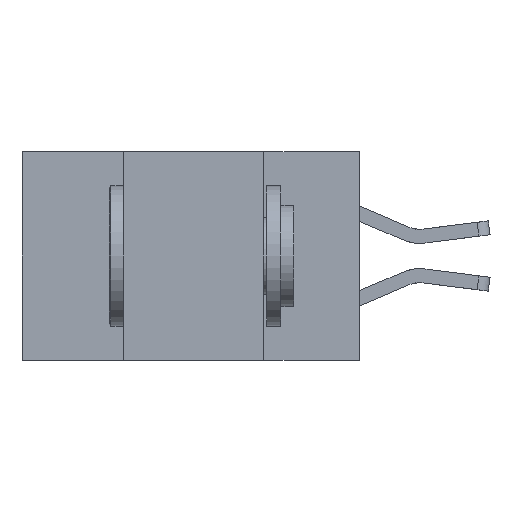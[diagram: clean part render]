
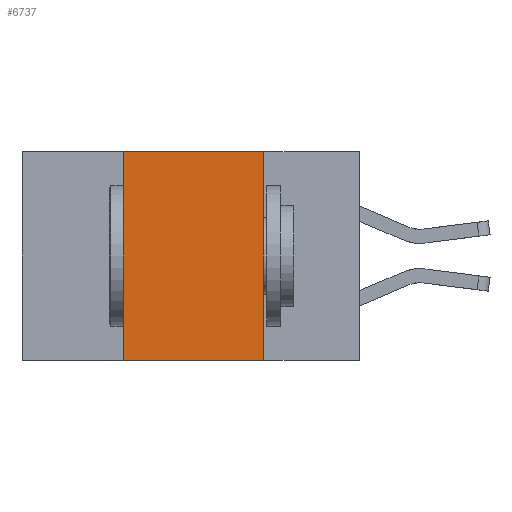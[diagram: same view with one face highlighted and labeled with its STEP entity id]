
A CAD part, left-side view. The second image highlights one B-rep face of the part: STEP entity #6737.
In plain terms, the highlighted planar face has unit normal (-1, 0, 0).
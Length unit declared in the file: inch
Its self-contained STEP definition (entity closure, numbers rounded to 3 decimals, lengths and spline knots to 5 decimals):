
#147 = VECTOR ( 'NONE', #11658, 39.37008 ) ;
#221 = EDGE_CURVE ( 'NONE', #6673, #4270, #10556, .T. ) ;
#236 = LINE ( 'NONE', #2378, #11197 ) ;
#299 = EDGE_CURVE ( 'NONE', #1223, #4270, #236, .T. ) ;
#630 = ORIENTED_EDGE ( 'NONE', *, *, #7789, .F. ) ;
#677 = VECTOR ( 'NONE', #7061, 39.37008 ) ;
#756 = CARTESIAN_POINT ( 'NONE',  ( 0., 0.42, 0. ) ) ;
#1018 = ORIENTED_EDGE ( 'NONE', *, *, #299, .F. ) ;
#1109 = CARTESIAN_POINT ( 'NONE',  ( 0., 0.6, -0.37 ) ) ;
#1223 = VERTEX_POINT ( 'NONE', #5041 ) ;
#1599 = ORIENTED_EDGE ( 'NONE', *, *, #221, .T. ) ;
#1980 = DIRECTION ( 'NONE',  ( 0., 0., -1. ) ) ;
#2378 = CARTESIAN_POINT ( 'NONE',  ( 0., 0.17, 0. ) ) ;
#3122 = FACE_OUTER_BOUND ( 'NONE', #9387, .T. ) ;
#3958 = CARTESIAN_POINT ( 'NONE',  ( 0., 0.6, 0. ) ) ;
#4239 = DIRECTION ( 'NONE',  ( 0., 0., -1. ) ) ;
#4270 = VERTEX_POINT ( 'NONE', #11220 ) ;
#5041 = CARTESIAN_POINT ( 'NONE',  ( 0., 0.17, 0. ) ) ;
#6673 = VERTEX_POINT ( 'NONE', #7099 ) ;
#6737 = ADVANCED_FACE ( 'NONE', ( #3122 ), #11625, .F. ) ;
#6807 = DIRECTION ( 'NONE',  ( 1., 0., 0. ) ) ;
#7061 = DIRECTION ( 'NONE',  ( 0., -1., 0. ) ) ;
#7094 = LINE ( 'NONE', #756, #7860 ) ;
#7099 = CARTESIAN_POINT ( 'NONE',  ( 0., 0.42, -0.37 ) ) ;
#7326 = EDGE_CURVE ( 'NONE', #10798, #1223, #10461, .T. ) ;
#7511 = CARTESIAN_POINT ( 'NONE',  ( 0., 0.42, 0. ) ) ;
#7789 = EDGE_CURVE ( 'NONE', #6673, #10798, #7094, .T. ) ;
#7860 = VECTOR ( 'NONE', #12536, 39.37008 ) ;
#8702 = CARTESIAN_POINT ( 'NONE',  ( 0., 0.6, 0. ) ) ;
#9387 = EDGE_LOOP ( 'NONE', ( #1018, #10849, #630, #1599 ) ) ;
#10461 = LINE ( 'NONE', #3958, #147 ) ;
#10556 = LINE ( 'NONE', #1109, #677 ) ;
#10798 = VERTEX_POINT ( 'NONE', #7511 ) ;
#10849 = ORIENTED_EDGE ( 'NONE', *, *, #7326, .F. ) ;
#11197 = VECTOR ( 'NONE', #4239, 39.37008 ) ;
#11220 = CARTESIAN_POINT ( 'NONE',  ( 0., 0.17, -0.37 ) ) ;
#11467 = AXIS2_PLACEMENT_3D ( 'NONE', #8702, #6807, #1980 ) ;
#11625 = PLANE ( 'NONE',  #11467 ) ;
#11658 = DIRECTION ( 'NONE',  ( 0., -1., 0. ) ) ;
#12536 = DIRECTION ( 'NONE',  ( 0., 0., 1. ) ) ;
